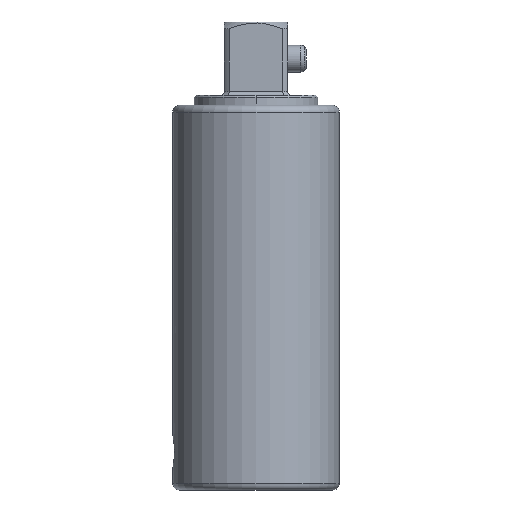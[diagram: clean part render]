
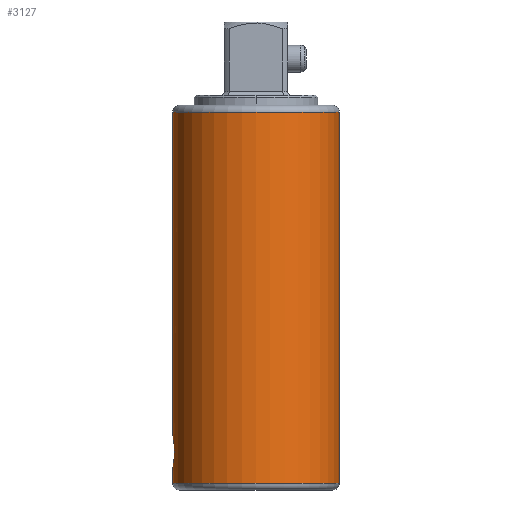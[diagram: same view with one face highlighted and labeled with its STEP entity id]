
A CAD part, front view. The second image highlights one B-rep face of the part: STEP entity #3127.
In plain terms, the highlighted cylindrical face has radius 12.5 mm (diameter 25 mm), a partial arc.
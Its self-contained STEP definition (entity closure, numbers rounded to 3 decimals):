
#2748=DIRECTION('',(0.,0.,-1.));
#2749=VECTOR('',#2748,48.4);
#2750=CARTESIAN_POINT('',(-12.5,0.,56.4));
#2751=LINE('',#2750,#2749);
#2770=DIRECTION('',(0.,0.,-1.));
#2771=VECTOR('',#2770,2.3);
#2772=CARTESIAN_POINT('',(-12.5,0.,3.));
#2773=LINE('',#2772,#2771);
#2779=DIRECTION('',(0.,0.,-1.));
#2780=VECTOR('',#2779,55.7);
#2781=CARTESIAN_POINT('',(12.5,0.,56.4));
#2782=LINE('',#2781,#2780);
#2793=CARTESIAN_POINT('',(0.,0.,56.4));
#2794=DIRECTION('',(0.,0.,-1.));
#2795=DIRECTION('',(1.,0.,0.));
#2796=AXIS2_PLACEMENT_3D('',#2793,#2794,#2795);
#2798=CARTESIAN_POINT('',(0.,0.,0.7));
#2799=DIRECTION('',(0.,0.,-1.));
#2800=DIRECTION('',(1.,0.,0.));
#2801=AXIS2_PLACEMENT_3D('',#2798,#2799,#2800);
#2803=CARTESIAN_POINT('',(-12.5,0.,8.));
#2804=CARTESIAN_POINT('',(-12.5,-0.184,8.));
#2805=CARTESIAN_POINT('',(-12.492,-0.547,
7.961));
#2806=CARTESIAN_POINT('',(-12.456,-1.092,
7.774));
#2807=CARTESIAN_POINT('',(-12.403,-1.573,
7.47));
#2808=CARTESIAN_POINT('',(-12.347,-1.963,
7.081));
#2809=CARTESIAN_POINT('',(-12.293,-2.272,
6.596));
#2810=CARTESIAN_POINT('',(-12.256,-2.46,
6.051));
#2811=CARTESIAN_POINT('',(-12.243,-2.52,
5.501));
#2812=CARTESIAN_POINT('',(-12.256,-2.461,
4.951));
#2813=CARTESIAN_POINT('',(-12.293,-2.272,
4.405));
#2814=CARTESIAN_POINT('',(-12.346,-1.965,
3.921));
#2815=CARTESIAN_POINT('',(-12.403,-1.575,
3.532));
#2816=CARTESIAN_POINT('',(-12.456,-1.093,
3.227));
#2817=CARTESIAN_POINT('',(-12.492,-0.547,
3.039));
#2818=CARTESIAN_POINT('',(-12.5,-0.184,3.));
#2819=CARTESIAN_POINT('',(-12.5,0.,3.));
#2943=VERTEX_POINT('',#2803);
#2944=VERTEX_POINT('',#2819);
#2961=CARTESIAN_POINT('',(12.5,0.,0.7));
#2962=CARTESIAN_POINT('',(-12.5,0.,0.7));
#2963=VERTEX_POINT('',#2961);
#2964=VERTEX_POINT('',#2962);
#2969=CARTESIAN_POINT('',(12.5,0.,56.4));
#2970=CARTESIAN_POINT('',(-12.5,0.,56.4));
#2971=VERTEX_POINT('',#2969);
#2972=VERTEX_POINT('',#2970);
#3113=CARTESIAN_POINT('',(0.,0.,-3.185));
#3114=DIRECTION('',(0.,0.,1.));
#3115=DIRECTION('',(1.,0.,0.));
#3116=AXIS2_PLACEMENT_3D('',#3113,#3114,#3115);
#3117=CYLINDRICAL_SURFACE('',#3116,12.5);
#3118=ORIENTED_EDGE('',*,*,#3097,.F.);
#3119=ORIENTED_EDGE('',*,*,#3058,.T.);
#3120=ORIENTED_EDGE('',*,*,#3010,.T.);
#3121=ORIENTED_EDGE('',*,*,#3055,.F.);
#3123=ORIENTED_EDGE('',*,*,#3122,.F.);
#3124=ORIENTED_EDGE('',*,*,#3051,.F.);
#3125=EDGE_LOOP('',(#3118,#3119,#3120,#3121,#3123,#3124));
#3126=FACE_OUTER_BOUND('',#3125,.F.);
#3127=ADVANCED_FACE('',(#3126),#3117,.T.);
#2797=CIRCLE('',#2796,12.5);
#2802=CIRCLE('',#2801,12.5);
#2820=B_SPLINE_CURVE_WITH_KNOTS('',3,(#2803,#2804,#2805,#2806,#2807,#2808,#2809,
#2810,#2811,#2812,#2813,#2814,#2815,#2816,#2817,#2818,#2819),.UNSPECIFIED.,.F.,
.F.,(4,1,1,1,1,1,1,1,1,1,1,1,1,1,4),(0.,0.071,0.143,
0.214,0.286,0.357,0.429,0.5,
0.571,0.643,0.714,0.786,
0.857,0.929,1.),.UNSPECIFIED.);
#3010=EDGE_CURVE('',#2963,#2964,#2802,.T.);
#3051=EDGE_CURVE('',#2972,#2943,#2751,.T.);
#3055=EDGE_CURVE('',#2944,#2964,#2773,.T.);
#3058=EDGE_CURVE('',#2971,#2963,#2782,.T.);
#3097=EDGE_CURVE('',#2971,#2972,#2797,.T.);
#3122=EDGE_CURVE('',#2943,#2944,#2820,.T.);
